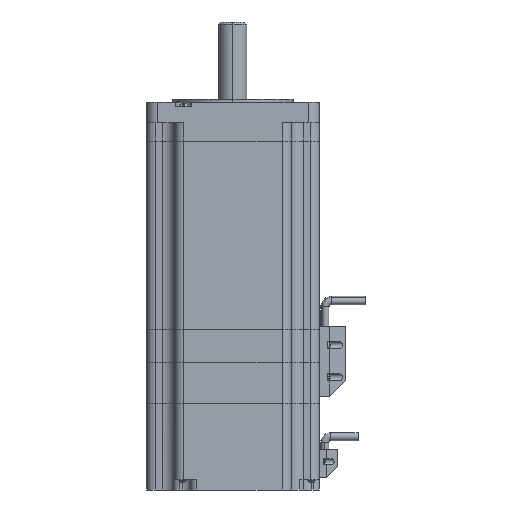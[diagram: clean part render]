
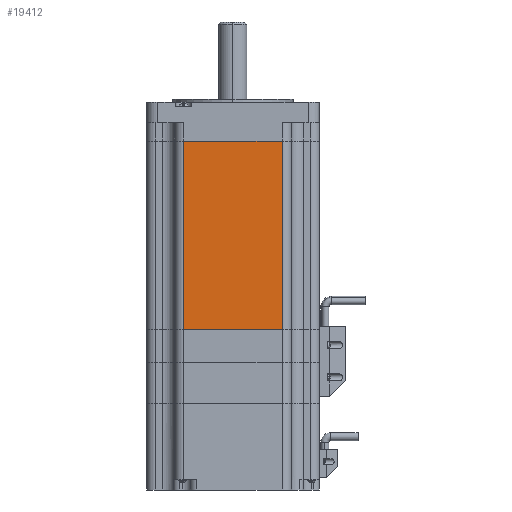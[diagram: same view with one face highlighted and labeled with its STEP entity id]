
A CAD part, left-side view. The second image highlights one B-rep face of the part: STEP entity #19412.
In plain terms, the highlighted planar face has unit normal (-1, 0, 0).
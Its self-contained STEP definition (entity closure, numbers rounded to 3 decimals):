
#3504 = EDGE_LOOP ( 'NONE', ( #20382, #20397, #20390, #20361 ) ) ;
#4094 = VERTEX_POINT ( 'NONE', #18727 ) ;
#4104 = VERTEX_POINT ( 'NONE', #18737 ) ;
#4106 = VERTEX_POINT ( 'NONE', #18739 ) ;
#4111 = VERTEX_POINT ( 'NONE', #18744 ) ;
#4838 = VECTOR ( 'NONE', #14875, 1000. ) ;
#4966 = VECTOR ( 'NONE', #14995, 1000. ) ;
#4973 = VECTOR ( 'NONE', #14977, 1000. ) ;
#4981 = VECTOR ( 'NONE', #14965, 1000. ) ;
#8412 = PLANE ( 'NONE',  #10909 ) ;
#8413 = CARTESIAN_POINT ( 'NONE',  ( -45.998, 39.619, 46.75 ) ) ;
#8414 = DIRECTION ( 'NONE',  ( 1., 0., 0. ) ) ;
#8415 = DIRECTION ( 'NONE',  ( 0., 1., 0. ) ) ;
#10513 = EDGE_CURVE ( 'NONE', #4106, #4094, #14873, .T. ) ;
#10543 = EDGE_CURVE ( 'NONE', #4094, #4104, #14963, .T. ) ;
#10547 = EDGE_CURVE ( 'NONE', #4106, #4111, #14975, .T. ) ;
#10553 = EDGE_CURVE ( 'NONE', #4111, #4104, #14993, .T. ) ;
#10901 = FACE_OUTER_BOUND ( 'NONE', #3504, .T. ) ;
#10909 = AXIS2_PLACEMENT_3D ( 'NONE', #8413, #8414, #8415 ) ;
#14873 = LINE ( 'NONE', #14874, #4838 ) ;
#14874 = CARTESIAN_POINT ( 'NONE',  ( -45.998, 21.219, 46.75 ) ) ;
#14875 = DIRECTION ( 'NONE',  ( 0., 0., -1. ) ) ;
#14963 = LINE ( 'NONE', #14964, #4981 ) ;
#14964 = CARTESIAN_POINT ( 'NONE',  ( -45.998, 39.619, -46.75 ) ) ;
#14965 = DIRECTION ( 'NONE',  ( 0., -1., 0. ) ) ;
#14975 = LINE ( 'NONE', #14976, #4973 ) ;
#14976 = CARTESIAN_POINT ( 'NONE',  ( -45.998, 39.619, 46.75 ) ) ;
#14977 = DIRECTION ( 'NONE',  ( 0., -1., 0. ) ) ;
#14993 = LINE ( 'NONE', #14994, #4966 ) ;
#14994 = CARTESIAN_POINT ( 'NONE',  ( -45.998, -27.781, 46.75 ) ) ;
#14995 = DIRECTION ( 'NONE',  ( 0., 0., -1. ) ) ;
#18727 = CARTESIAN_POINT ( 'NONE',  ( -45.998, 21.219, -46.75 ) ) ;
#18737 = CARTESIAN_POINT ( 'NONE',  ( -45.998, -27.781, -46.75 ) ) ;
#18739 = CARTESIAN_POINT ( 'NONE',  ( -45.998, 21.219, 46.75 ) ) ;
#18744 = CARTESIAN_POINT ( 'NONE',  ( -45.998, -27.781, 46.75 ) ) ;
#19412 = ADVANCED_FACE ( 'NONE', ( #10901 ), #8412, .F. ) ;
#20361 = ORIENTED_EDGE ( 'NONE', *, *, #10543, .T. ) ;
#20382 = ORIENTED_EDGE ( 'NONE', *, *, #10553, .F. ) ;
#20390 = ORIENTED_EDGE ( 'NONE', *, *, #10513, .T. ) ;
#20397 = ORIENTED_EDGE ( 'NONE', *, *, #10547, .F. ) ;
